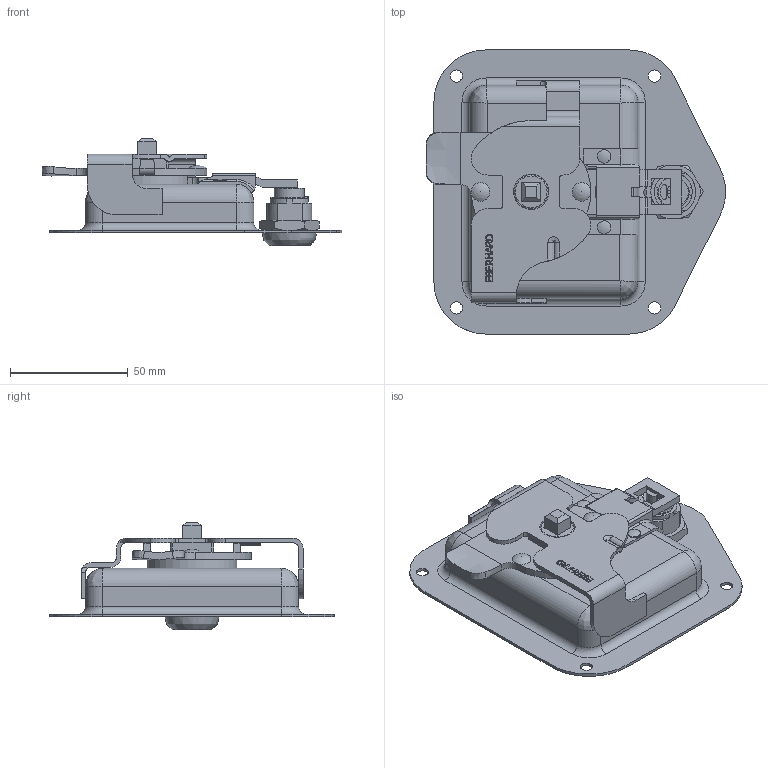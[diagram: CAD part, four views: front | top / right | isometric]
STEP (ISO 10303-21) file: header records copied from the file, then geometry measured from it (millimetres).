
FILE_DESCRIPTION(/* description */ (''),/* implementation_level */ '2;1');
FILE_NAME(/* name */ '16-4875-S52X.stp',/* time_stamp */ '2020-12-02T16:51:09-05:00',/* author */ ('jenniferk'),/* organization */ (''),/* preprocessor_version */ 'ST-DEVELOPER v18.1',/* originating_system */ 'Autodesk Inventor 2020',/* authorisation */ '');
FILE_SCHEMA (('AUTOMOTIVE_DESIGN { 1 0 10303 214 3 1 1 }'));
Length unit declared in the file: inch
Products named in the file (1): 16-4875-S52X_Shrinkwrap_1
Bounding box: 127 x 120.65 x 45.72 mm (x, y, z)
Volume: 67175.6 mm3; surface area: 72896.7 mm2
Topology: 21 solids, 21 shells, 766 faces, 1992 edges, 1290 vertices
Faces by surface type: plane 425, cylinder 181, bspline 82, torus 42, cone 27, sphere 9
Full cylindrical faces by diameter (mm): 2.344 x1, 2.487 x1, 3.124 x2, 3.365 x4, 4.445 x1, 4.775 x1, 4.94 x2, 5.156 x4, 5.664 x2, 12.7 x1, 12.827 x2, 14.275 x2, 14.681 x2, 15.024 x1, 15.875 x3, 19.05 x1, 23.114 x1, 26.187 x1, 28.575 x1
Entity records: 30443 total; most frequent: CARTESIAN_POINT 11237, ORIENTED_EDGE 3946, DIRECTION 3633, EDGE_CURVE 1973, VERTEX_POINT 1290, AXIS2_PLACEMENT_3D 1228, LINE 1177, VECTOR 1177
